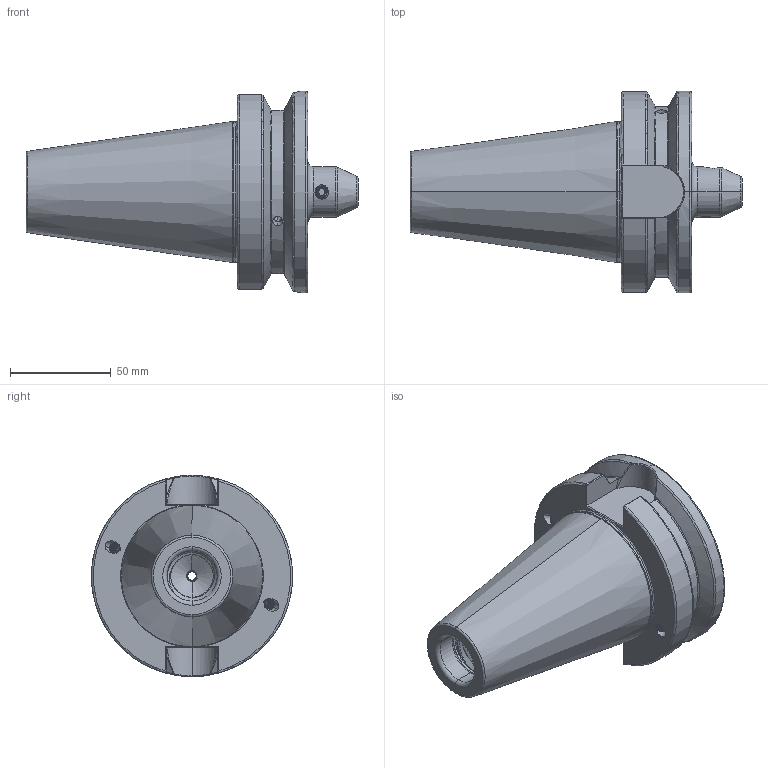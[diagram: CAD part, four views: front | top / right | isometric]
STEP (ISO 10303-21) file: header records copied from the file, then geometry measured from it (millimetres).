
FILE_DESCRIPTION (( 'STEP AP203' ), '1' );
FILE_NAME ('506.05.06.STEP', '2016-08-08T07:20:55', ( '' ), ( '' ), 'SwSTEP 2.0', 'SolidWorks 2012', '' );
FILE_SCHEMA (( 'CONFIG_CONTROL_DESIGN' ));
Length unit declared in the file: millimetre
Products named in the file (3): 506.05.06; 側固6_M6x1_10L
Assembly tree (2 placements, depth 2):
  506.05.06
    506.05.06
    側固6_M6x1_10L
Bounding box: 164.8 x 100 x 100 mm (x, y, z)
Volume: 464629.7 mm3; surface area: 58032.2 mm2
Topology: 2 solids, 2 shells, 352 faces, 954 edges, 611 vertices
Faces by surface type: cylinder 188, bspline 54, plane 45, cone 32, torus 31, sphere 2
Entity records: 36385 total; most frequent: CARTESIAN_POINT 28717, ORIENTED_EDGE 1896, DIRECTION 1153, EDGE_CURVE 948, VERTEX_POINT 611, AXIS2_PLACEMENT_3D 447, EDGE_LOOP 375, FACE_OUTER_BOUND 352
